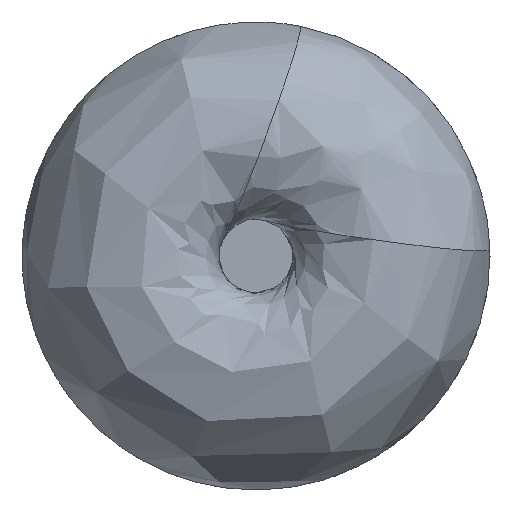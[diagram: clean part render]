
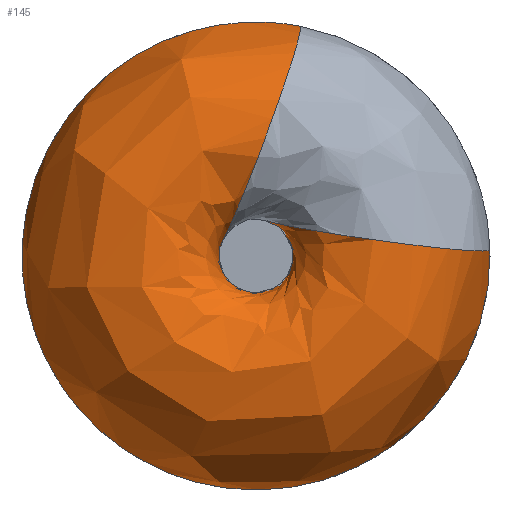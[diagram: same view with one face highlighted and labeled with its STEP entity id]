
A CAD part, left-side view. The second image highlights one B-rep face of the part: STEP entity #145.
In plain terms, the highlighted free-form (B-spline) face has degree [3, 3] with [7, 7] control points.
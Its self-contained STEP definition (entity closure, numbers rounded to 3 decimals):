
#145=ADVANCED_FACE('',(#160,#161),#158,.F.);
#158=(
BOUNDED_SURFACE()
B_SPLINE_SURFACE(3,3,((#341,#342,#343,#344,#345,#346,#347),(#348,#349,#350,
#351,#352,#353,#354),(#355,#356,#357,#358,#359,#360,#361),(#362,#363,#364,
#365,#366,#367,#368),(#369,#370,#371,#372,#373,#374,#375),(#376,#377,#378,
#379,#380,#381,#382),(#383,#384,#385,#386,#387,#388,#389)),
 .UNSPECIFIED.,.T.,.F.,.F.)
B_SPLINE_SURFACE_WITH_KNOTS((1,3,3,3,1),(4,3,4),(-0.5,0.,0.5,1.,1.5),(0.,
0.5,1.),.UNSPECIFIED.)
GEOMETRIC_REPRESENTATION_ITEM()
RATIONAL_B_SPLINE_SURFACE(((1.,0.555,0.555,1.,0.555,
0.555,1.),(0.333,0.185,0.185,
0.333,0.185,0.185,0.333),
(0.333,0.185,0.185,0.333,
0.185,0.185,0.333),(1.,0.555,
0.555,1.,0.555,0.555,1.),(0.333,
0.185,0.185,0.333,0.185,
0.185,0.333),(0.333,0.185,
0.185,0.333,0.185,0.185,
0.333),(1.,0.555,0.555,1.,0.555,
0.555,1.)))
REPRESENTATION_ITEM('')
SURFACE()
);
#160=FACE_BOUND('',#182,.T.);
#161=FACE_BOUND('',#183,.T.);
#182=EDGE_LOOP('',(#206));
#183=EDGE_LOOP('',(#207));
#206=ORIENTED_EDGE('',*,*,#242,.T.);
#207=ORIENTED_EDGE('',*,*,#243,.F.);
#230=VERTEX_POINT('',#338);
#231=VERTEX_POINT('',#340);
#242=EDGE_CURVE('',#230,#230,#254,.T.);
#243=EDGE_CURVE('',#231,#231,#255,.T.);
#254=CIRCLE('',#267,5.);
#255=CIRCLE('',#268,5.);
#267=AXIS2_PLACEMENT_3D('',#337,#291,#292);
#268=AXIS2_PLACEMENT_3D('',#339,#293,#294);
#291=DIRECTION('',(-0.052,0.936,0.348));
#292=DIRECTION('',(0.,-0.348,0.937));
#293=DIRECTION('',(-0.052,-0.139,0.989));
#294=DIRECTION('',(0.,-0.99,-0.139));
#337=CARTESIAN_POINT('',(4.993,-0.148,5.133));
#338=CARTESIAN_POINT('',(4.993,-1.888,9.821));
#339=CARTESIAN_POINT('',(4.993,-5.046,0.955));
#340=CARTESIAN_POINT('',(4.993,-9.997,0.259));
#341=CARTESIAN_POINT('',(4.993,-9.997,0.259));
#342=CARTESIAN_POINT('',(4.993,-10.291,-11.07));
#343=CARTESIAN_POINT('',(4.993,0.297,-15.111));
#344=CARTESIAN_POINT('',(4.993,7.627,-6.468));
#345=CARTESIAN_POINT('',(4.993,14.957,2.175));
#346=CARTESIAN_POINT('',(4.993,9.241,11.96));
#347=CARTESIAN_POINT('',(4.993,-1.888,9.821));
#348=CARTESIAN_POINT('',(14.979,-10.07,0.777));
#349=CARTESIAN_POINT('',(14.979,-10.951,-10.634));
#350=CARTESIAN_POINT('',(14.979,-0.481,-15.257));
#351=CARTESIAN_POINT('',(14.979,7.359,-6.918));
#352=CARTESIAN_POINT('',(14.979,15.198,1.422));
#353=CARTESIAN_POINT('',(14.979,9.938,11.587));
#354=CARTESIAN_POINT('',(14.979,-1.398,10.003));
#355=CARTESIAN_POINT('',(14.979,-0.167,2.169));
#356=CARTESIAN_POINT('',(14.979,-2.625,1.98));
#357=CARTESIAN_POINT('',(14.979,-3.263,-0.402));
#358=CARTESIAN_POINT('',(14.979,-1.229,-1.795));
#359=CARTESIAN_POINT('',(14.979,0.805,-3.188));
#360=CARTESIAN_POINT('',(14.979,2.795,-1.732));
#361=CARTESIAN_POINT('',(14.979,2.083,0.628));
#362=CARTESIAN_POINT('',(4.993,-0.094,1.651));
#363=CARTESIAN_POINT('',(4.993,-1.965,1.544));
#364=CARTESIAN_POINT('',(4.993,-2.486,-0.256));
#365=CARTESIAN_POINT('',(4.993,-0.961,-1.346));
#366=CARTESIAN_POINT('',(4.993,0.564,-2.435));
#367=CARTESIAN_POINT('',(4.993,2.098,-1.359));
#368=CARTESIAN_POINT('',(4.993,1.592,0.446));
#369=CARTESIAN_POINT('',(-4.993,-0.022,1.133));
#370=CARTESIAN_POINT('',(-4.993,-1.305,1.108));
#371=CARTESIAN_POINT('',(-4.993,-1.708,-0.111));
#372=CARTESIAN_POINT('',(-4.993,-0.693,-0.896));
#373=CARTESIAN_POINT('',(-4.993,0.322,-1.681));
#374=CARTESIAN_POINT('',(-4.993,1.401,-0.985));
#375=CARTESIAN_POINT('',(-4.993,1.102,0.264));
#376=CARTESIAN_POINT('',(-4.993,-9.924,-0.259));
#377=CARTESIAN_POINT('',(-4.993,-9.631,-11.506));
#378=CARTESIAN_POINT('',(-4.993,1.074,-14.966));
#379=CARTESIAN_POINT('',(-4.993,7.895,-6.019));
#380=CARTESIAN_POINT('',(-4.993,14.716,2.928));
#381=CARTESIAN_POINT('',(-4.993,8.544,12.334));
#382=CARTESIAN_POINT('',(-4.993,-2.379,9.638));
#383=CARTESIAN_POINT('',(4.993,-9.997,0.259));
#384=CARTESIAN_POINT('',(4.993,-10.291,-11.07));
#385=CARTESIAN_POINT('',(4.993,0.297,-15.111));
#386=CARTESIAN_POINT('',(4.993,7.627,-6.468));
#387=CARTESIAN_POINT('',(4.993,14.957,2.175));
#388=CARTESIAN_POINT('',(4.993,9.241,11.96));
#389=CARTESIAN_POINT('',(4.993,-1.888,9.821));
